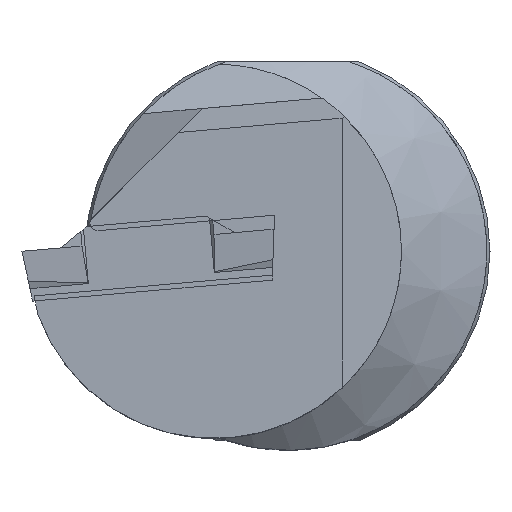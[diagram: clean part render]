
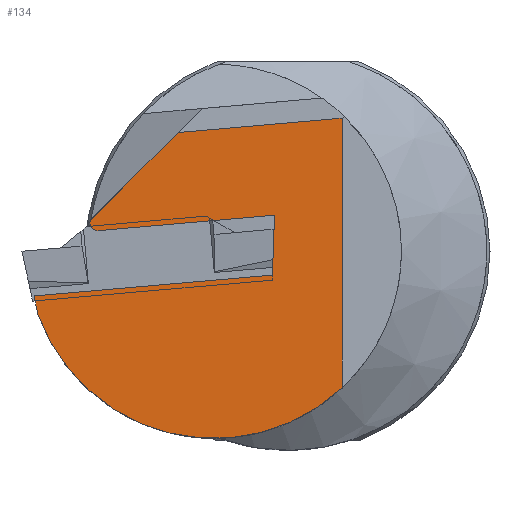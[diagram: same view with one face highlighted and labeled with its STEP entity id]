
A CAD part, left-side view. The second image highlights one B-rep face of the part: STEP entity #134.
In plain terms, the highlighted planar face has unit normal (-1, 0, 0).
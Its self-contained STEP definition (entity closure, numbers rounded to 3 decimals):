
#43=CIRCLE('',#1089,14.8);
#44=CIRCLE('',#1090,0.6);
#134=ADVANCED_FACE('',(#232),#186,.T.);
#186=PLANE('',#1091);
#232=FACE_OUTER_BOUND('',#286,.T.);
#286=EDGE_LOOP('',(#471,#472,#473,#474,#475,#476,#477,#478,#479));
#471=ORIENTED_EDGE('',*,*,#778,.F.);
#472=ORIENTED_EDGE('',*,*,#779,.F.);
#473=ORIENTED_EDGE('',*,*,#780,.T.);
#474=ORIENTED_EDGE('',*,*,#781,.F.);
#475=ORIENTED_EDGE('',*,*,#782,.F.);
#476=ORIENTED_EDGE('',*,*,#783,.F.);
#477=ORIENTED_EDGE('',*,*,#784,.T.);
#478=ORIENTED_EDGE('',*,*,#785,.F.);
#479=ORIENTED_EDGE('',*,*,#786,.F.);
#657=VERTEX_POINT('',#1618);
#658=VERTEX_POINT('',#1619);
#659=VERTEX_POINT('',#1621);
#660=VERTEX_POINT('',#1623);
#661=VERTEX_POINT('',#1625);
#662=VERTEX_POINT('',#1627);
#663=VERTEX_POINT('',#1629);
#664=VERTEX_POINT('',#1631);
#665=VERTEX_POINT('',#1633);
#778=EDGE_CURVE('',#657,#658,#910,.T.);
#779=EDGE_CURVE('',#659,#657,#911,.T.);
#780=EDGE_CURVE('',#659,#660,#912,.T.);
#781=EDGE_CURVE('',#661,#660,#43,.T.);
#782=EDGE_CURVE('',#662,#661,#913,.T.);
#783=EDGE_CURVE('',#663,#662,#914,.T.);
#784=EDGE_CURVE('',#663,#664,#915,.T.);
#785=EDGE_CURVE('',#665,#664,#44,.T.);
#786=EDGE_CURVE('',#658,#665,#916,.T.);
#910=LINE('',#1617,#1016);
#911=LINE('',#1620,#1017);
#912=LINE('',#1622,#1018);
#913=LINE('',#1626,#1019);
#914=LINE('',#1628,#1020);
#915=LINE('',#1630,#1021);
#916=LINE('',#1634,#1022);
#1016=VECTOR('',#1281,1.);
#1017=VECTOR('',#1282,1.);
#1018=VECTOR('',#1283,1.);
#1019=VECTOR('',#1286,1.);
#1020=VECTOR('',#1287,1.);
#1021=VECTOR('',#1288,1.);
#1022=VECTOR('',#1291,1.);
#1089=AXIS2_PLACEMENT_3D('',#1624,#1284,#1285);
#1090=AXIS2_PLACEMENT_3D('',#1632,#1289,#1290);
#1091=AXIS2_PLACEMENT_3D('',#1635,#1292,#1293);
#1281=DIRECTION('',(0.,-0.035,0.999));
#1282=DIRECTION('',(0.,-0.996,0.087));
#1283=DIRECTION('',(0.,-0.208,-0.978));
#1284=DIRECTION('',(1.,0.,0.));
#1285=DIRECTION('',(0.,0.,1.));
#1286=DIRECTION('',(0.,0.,-1.));
#1287=DIRECTION('',(0.,-0.996,0.087));
#1288=DIRECTION('',(0.,0.707,-0.707));
#1289=DIRECTION('',(1.,0.,0.));
#1290=DIRECTION('',(0.,0.,1.));
#1291=DIRECTION('',(0.,0.996,-0.087));
#1292=DIRECTION('',(-1.,0.,0.));
#1293=DIRECTION('',(0.,0.,1.));
#1617=CARTESIAN_POINT('',(0.3,1.136,0.04));
#1618=CARTESIAN_POINT('',(0.3,1.203,-1.882));
#1619=CARTESIAN_POINT('',(0.3,1.037,2.851));
#1620=CARTESIAN_POINT('',(0.3,-0.154,-1.763));
#1621=CARTESIAN_POINT('',(0.3,20.047,-3.53));
#1622=CARTESIAN_POINT('',(0.3,19.898,-4.229));
#1623=CARTESIAN_POINT('',(0.3,19.741,-4.969));
#1624=CARTESIAN_POINT('',(0.3,5.8,0.));
#1625=CARTESIAN_POINT('',(0.3,-4.3,-10.818));
#1626=CARTESIAN_POINT('',(0.3,-4.3,0.));
#1627=CARTESIAN_POINT('',(0.3,-4.3,10.52));
#1628=CARTESIAN_POINT('',(0.3,0.881,10.066));
#1629=CARTESIAN_POINT('',(0.3,8.647,9.387));
#1630=CARTESIAN_POINT('',(0.3,9.017,9.017));
#1631=CARTESIAN_POINT('',(0.3,15.586,2.448));
#1632=CARTESIAN_POINT('',(0.3,15.028,2.229));
#1633=CARTESIAN_POINT('',(0.3,14.975,1.631));
#1634=CARTESIAN_POINT('',(0.3,0.255,2.919));
#1635=CARTESIAN_POINT('',(0.3,0.,0.));
